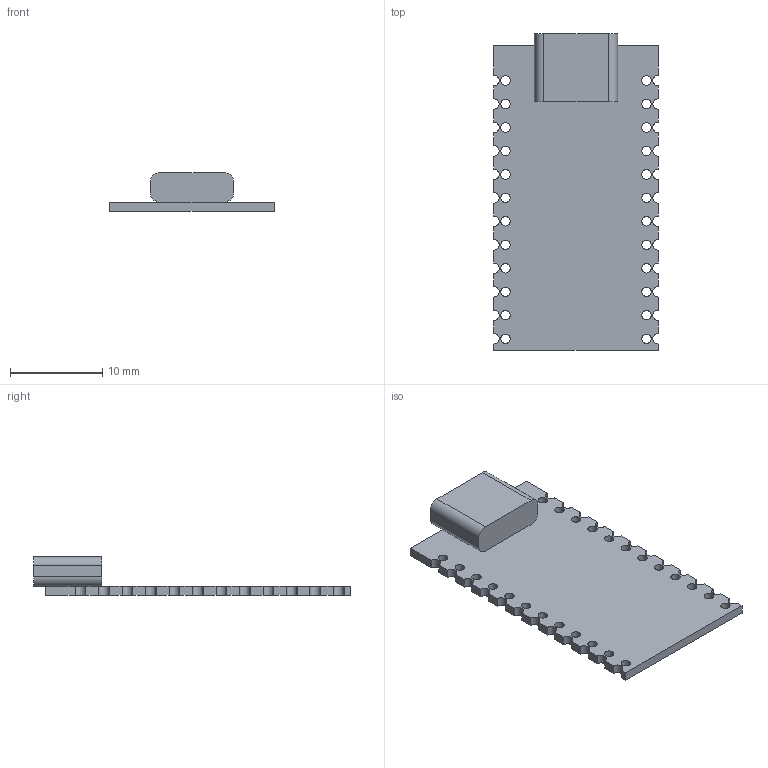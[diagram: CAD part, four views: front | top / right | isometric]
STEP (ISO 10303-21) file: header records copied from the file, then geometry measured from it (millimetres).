
FILE_DESCRIPTION(/* description */ (''),/* implementation_level */ '2;1');
FILE_NAME(/* name */ 'DEV-15795_SPARKFUN_QWIIC_PRO_MICRO v2.step',/* time_stamp */ '2024-06-07T13:37:03-07:00',/* author */ (''),/* organization */ (''),/* preprocessor_version */ 'ST-DEVELOPER v20',/* originating_system */ 'Autodesk Translation Framework v13.14.0.145',/* authorisation */ '');
FILE_SCHEMA (('AUTOMOTIVE_DESIGN { 1 0 10303 214 3 1 1 }'));
Length unit declared in the file: millimetre
Products named in the file (1): (Unsaved)
Bounding box: 17.78 x 34.29 x 4.2 mm (x, y, z)
Volume: 762.1 mm3; surface area: 1528.3 mm2
Topology: 2 solids, 2 shells, 88 faces, 252 edges, 168 vertices
Faces by surface type: cylinder 52, plane 36
Full cylindrical faces by diameter (mm): 1.016 x24
Entity records: 3051 total; most frequent: DIRECTION 534, CARTESIAN_POINT 509, ORIENTED_EDGE 504, EDGE_CURVE 252, AXIS2_PLACEMENT_3D 193, VERTEX_POINT 168, LINE 148, VECTOR 148
